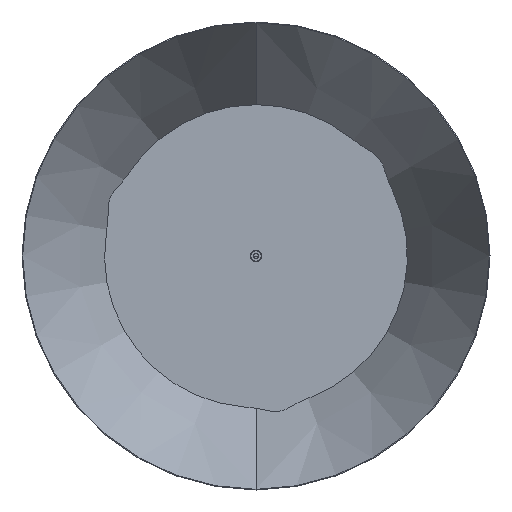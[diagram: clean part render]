
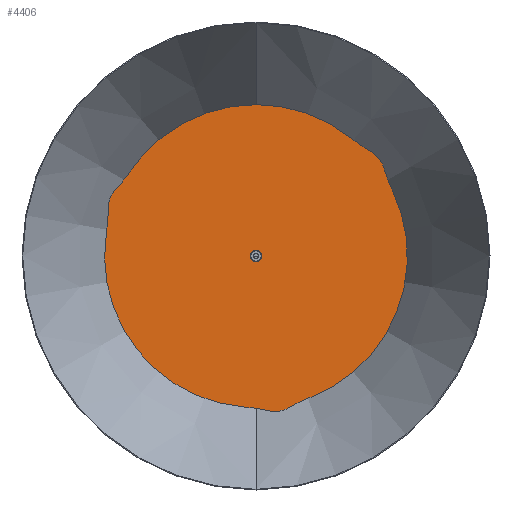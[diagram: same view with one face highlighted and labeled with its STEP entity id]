
A CAD part, front view. The second image highlights one B-rep face of the part: STEP entity #4406.
In plain terms, the highlighted face is planar.
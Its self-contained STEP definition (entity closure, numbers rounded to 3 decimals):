
#397 = CARTESIAN_POINT ( 'NONE',  ( 5.25, 0., 3. ) ) ;
#1132 = VERTEX_POINT ( 'NONE', #32334 ) ;
#1199 = DIRECTION ( 'NONE',  ( 1., 0., 0. ) ) ;
#1344 = CARTESIAN_POINT ( 'NONE',  ( 549.802, -168.354, 3. ) ) ;
#1538 = DIRECTION ( 'NONE',  ( 1., 0., 0. ) ) ;
#1914 = DIRECTION ( 'NONE',  ( 0., 0., -1. ) ) ;
#2203 = FACE_BOUND ( 'NONE', #30613, .T. ) ;
#2322 = CIRCLE ( 'NONE', #4944, 300. ) ;
#2355 = CIRCLE ( 'NONE', #45520, 275. ) ;
#3082 = CARTESIAN_POINT ( 'NONE',  ( 0., 0., 3. ) ) ;
#3594 = CARTESIAN_POINT ( 'NONE',  ( -5.25, 0., 3. ) ) ;
#4118 = CIRCLE ( 'NONE', #4598, 275. ) ;
#4406 = ADVANCED_FACE ( 'NONE', ( #5738, #2203 ), #16489, .T. ) ;
#4598 = AXIS2_PLACEMENT_3D ( 'NONE', #3082, #11938, #33680 ) ;
#4944 = AXIS2_PLACEMENT_3D ( 'NONE', #1344, #5832, #1538 ) ;
#5616 = CARTESIAN_POINT ( 'NONE',  ( 18.443, 281.474, 3. ) ) ;
#5738 = FACE_OUTER_BOUND ( 'NONE', #8498, .T. ) ;
#5766 = CIRCLE ( 'NONE', #15098, 50. ) ;
#5832 = DIRECTION ( 'NONE',  ( 0., 0., -1. ) ) ;
#6075 = EDGE_CURVE ( 'NONE', #45197, #13915, #54338, .T. ) ;
#6376 = CARTESIAN_POINT ( 'NONE',  ( -201.204, -187.462, 3. ) ) ;
#6847 = CIRCLE ( 'NONE', #25096, 275. ) ;
#8105 = CIRCLE ( 'NONE', #34657, 300. ) ;
#8366 = EDGE_CURVE ( 'NONE', #40246, #41251, #45875, .T. ) ;
#8498 = EDGE_LOOP ( 'NONE', ( #21727, #29864, #38104, #52771, #48957, #32464, #30403, #44016, #51019, #28726, #23103, #27911, #21686 ) ) ;
#8632 = DIRECTION ( 'NONE',  ( 1., 0., 0. ) ) ;
#9164 = EDGE_CURVE ( 'NONE', #32297, #13953, #28272, .T. ) ;
#9516 = DIRECTION ( 'NONE',  ( 0., 0., 1. ) ) ;
#10082 = AXIS2_PLACEMENT_3D ( 'NONE', #40254, #9516, #53372 ) ;
#10323 = CARTESIAN_POINT ( 'NONE',  ( -61.745, 267.979, 3. ) ) ;
#10575 = VERTEX_POINT ( 'NONE', #23058 ) ;
#11938 = DIRECTION ( 'NONE',  ( 0., 0., 1. ) ) ;
#12617 = AXIS2_PLACEMENT_3D ( 'NONE', #50287, #23367, #46043 ) ;
#12975 = DIRECTION ( 'NONE',  ( -0.5, -0.866, 0. ) ) ;
#13915 = VERTEX_POINT ( 'NONE', #39833 ) ;
#13953 = VERTEX_POINT ( 'NONE', #397 ) ;
#14065 = EDGE_CURVE ( 'NONE', #22962, #1132, #2322, .T. ) ;
#14789 = VERTEX_POINT ( 'NONE', #5616 ) ;
#15098 = AXIS2_PLACEMENT_3D ( 'NONE', #21451, #17393, #12975 ) ;
#15251 = AXIS2_PLACEMENT_3D ( 'NONE', #50013, #32505, #24399 ) ;
#15469 = EDGE_CURVE ( 'NONE', #28899, #40246, #4118, .T. ) ;
#16489 = PLANE ( 'NONE',  #49038 ) ;
#16673 = CIRCLE ( 'NONE', #31384, 50. ) ;
#17393 = DIRECTION ( 'NONE',  ( 0., 0., 1. ) ) ;
#18412 = CIRCLE ( 'NONE', #55369, 5.25 ) ;
#19070 = CARTESIAN_POINT ( 'NONE',  ( 420.699, -391.966, 3. ) ) ;
#19450 = DIRECTION ( 'NONE',  ( 1., 0., 0. ) ) ;
#20121 = EDGE_CURVE ( 'NONE', #41251, #22962, #5766, .T. ) ;
#20790 = EDGE_CURVE ( 'NONE', #14789, #47739, #16673, .T. ) ;
#20937 = CARTESIAN_POINT ( 'NONE',  ( 0., 0., 3. ) ) ;
#21451 = CARTESIAN_POINT ( 'NONE',  ( 203.516, -117.5, 3. ) ) ;
#21686 = ORIENTED_EDGE ( 'NONE', *, *, #55280, .T. ) ;
#21727 = ORIENTED_EDGE ( 'NONE', *, *, #35734, .T. ) ;
#21751 = AXIS2_PLACEMENT_3D ( 'NONE', #41545, #37514, #24041 ) ;
#21890 = CIRCLE ( 'NONE', #21751, 300. ) ;
#22512 = CARTESIAN_POINT ( 'NONE',  ( 0., 235., 3. ) ) ;
#22537 = CARTESIAN_POINT ( 'NONE',  ( -18.443, 281.474, 3. ) ) ;
#22962 = VERTEX_POINT ( 'NONE', #46537 ) ;
#23058 = CARTESIAN_POINT ( 'NONE',  ( -275., 0., 3. ) ) ;
#23103 = ORIENTED_EDGE ( 'NONE', *, *, #46245, .T. ) ;
#23367 = DIRECTION ( 'NONE',  ( 0., 0., -1. ) ) ;
#23826 = EDGE_CURVE ( 'NONE', #10575, #45197, #39969, .T. ) ;
#24041 = DIRECTION ( 'NONE',  ( 1., 0., 0. ) ) ;
#24399 = DIRECTION ( 'NONE',  ( -0.5, 0.866, 0. ) ) ;
#24554 = CARTESIAN_POINT ( 'NONE',  ( 61.745, 267.979, 3. ) ) ;
#25096 = AXIS2_PLACEMENT_3D ( 'NONE', #54556, #41273, #45136 ) ;
#26499 = VERTEX_POINT ( 'NONE', #47445 ) ;
#27570 = DIRECTION ( 'NONE',  ( 0., 0., 1. ) ) ;
#27911 = ORIENTED_EDGE ( 'NONE', *, *, #20790, .T. ) ;
#28272 = CIRCLE ( 'NONE', #56645, 5.25 ) ;
#28359 = DIRECTION ( 'NONE',  ( 0., 0., 1. ) ) ;
#28726 = ORIENTED_EDGE ( 'NONE', *, *, #56467, .T. ) ;
#28899 = VERTEX_POINT ( 'NONE', #6376 ) ;
#29195 = DIRECTION ( 'NONE',  ( 0., 0., 1. ) ) ;
#29864 = ORIENTED_EDGE ( 'NONE', *, *, #23826, .T. ) ;
#30403 = ORIENTED_EDGE ( 'NONE', *, *, #8366, .T. ) ;
#30566 = CARTESIAN_POINT ( 'NONE',  ( 129.102, 560.319, 3. ) ) ;
#30613 = EDGE_LOOP ( 'NONE', ( #43924, #51312 ) ) ;
#30768 = DIRECTION ( 'NONE',  ( 0., 0., -1. ) ) ;
#30942 = DIRECTION ( 'NONE',  ( 1., 0., 0. ) ) ;
#31384 = AXIS2_PLACEMENT_3D ( 'NONE', #22512, #36013, #44828 ) ;
#32297 = VERTEX_POINT ( 'NONE', #3594 ) ;
#32334 = CARTESIAN_POINT ( 'NONE',  ( 262.949, -80.517, 3. ) ) ;
#32464 = ORIENTED_EDGE ( 'NONE', *, *, #15469, .T. ) ;
#32505 = DIRECTION ( 'NONE',  ( 0., 0., 1. ) ) ;
#32634 = CARTESIAN_POINT ( 'NONE',  ( 234.542, -156.709, 3. ) ) ;
#33035 = AXIS2_PLACEMENT_3D ( 'NONE', #19070, #1914, #19450 ) ;
#33451 = DIRECTION ( 'NONE',  ( 1., 0., 0. ) ) ;
#33680 = DIRECTION ( 'NONE',  ( 1., 0., 0. ) ) ;
#34657 = AXIS2_PLACEMENT_3D ( 'NONE', #30566, #30768, #8632 ) ;
#35734 = EDGE_CURVE ( 'NONE', #39604, #10575, #2355, .T. ) ;
#36013 = DIRECTION ( 'NONE',  ( 0., 0., 1. ) ) ;
#36072 = CARTESIAN_POINT ( 'NONE',  ( 0., 0., 3. ) ) ;
#36654 = DIRECTION ( 'NONE',  ( 1., 0., 0. ) ) ;
#37514 = DIRECTION ( 'NONE',  ( 0., 0., -1. ) ) ;
#38104 = ORIENTED_EDGE ( 'NONE', *, *, #6075, .T. ) ;
#38118 = CARTESIAN_POINT ( 'NONE',  ( 201.204, -187.462, 3. ) ) ;
#38628 = DIRECTION ( 'NONE',  ( 0., 0., 1. ) ) ;
#39438 = CIRCLE ( 'NONE', #15251, 50. ) ;
#39604 = VERTEX_POINT ( 'NONE', #10323 ) ;
#39695 = CARTESIAN_POINT ( 'NONE',  ( -262.949, -80.517, 3. ) ) ;
#39833 = CARTESIAN_POINT ( 'NONE',  ( -252.985, -124.765, 3. ) ) ;
#39969 = CIRCLE ( 'NONE', #10082, 275. ) ;
#40054 = EDGE_CURVE ( 'NONE', #13953, #32297, #18412, .T. ) ;
#40246 = VERTEX_POINT ( 'NONE', #38118 ) ;
#40254 = CARTESIAN_POINT ( 'NONE',  ( 0., 0., 3. ) ) ;
#40672 = EDGE_CURVE ( 'NONE', #13915, #26499, #39438, .T. ) ;
#41224 = CARTESIAN_POINT ( 'NONE',  ( -129.102, 560.319, 3. ) ) ;
#41251 = VERTEX_POINT ( 'NONE', #32634 ) ;
#41273 = DIRECTION ( 'NONE',  ( 0., 0., 1. ) ) ;
#41545 = CARTESIAN_POINT ( 'NONE',  ( -420.699, -391.966, 3. ) ) ;
#43924 = ORIENTED_EDGE ( 'NONE', *, *, #9164, .F. ) ;
#44016 = ORIENTED_EDGE ( 'NONE', *, *, #20121, .T. ) ;
#44828 = DIRECTION ( 'NONE',  ( 1., 0., 0. ) ) ;
#45136 = DIRECTION ( 'NONE',  ( 1., 0., 0. ) ) ;
#45197 = VERTEX_POINT ( 'NONE', #39695 ) ;
#45520 = AXIS2_PLACEMENT_3D ( 'NONE', #49758, #28359, #54552 ) ;
#45875 = CIRCLE ( 'NONE', #33035, 300. ) ;
#46023 = EDGE_CURVE ( 'NONE', #26499, #28899, #21890, .T. ) ;
#46043 = DIRECTION ( 'NONE',  ( 1., 0., 0. ) ) ;
#46245 = EDGE_CURVE ( 'NONE', #49559, #14789, #8105, .T. ) ;
#46537 = CARTESIAN_POINT ( 'NONE',  ( 252.985, -124.765, 3. ) ) ;
#47445 = CARTESIAN_POINT ( 'NONE',  ( -234.542, -156.709, 3. ) ) ;
#47739 = VERTEX_POINT ( 'NONE', #22537 ) ;
#48957 = ORIENTED_EDGE ( 'NONE', *, *, #46023, .T. ) ;
#49038 = AXIS2_PLACEMENT_3D ( 'NONE', #20937, #38628, #30942 ) ;
#49559 = VERTEX_POINT ( 'NONE', #24554 ) ;
#49758 = CARTESIAN_POINT ( 'NONE',  ( 0., 0., 3. ) ) ;
#50013 = CARTESIAN_POINT ( 'NONE',  ( -203.516, -117.5, 3. ) ) ;
#50287 = CARTESIAN_POINT ( 'NONE',  ( -549.802, -168.354, 3. ) ) ;
#51019 = ORIENTED_EDGE ( 'NONE', *, *, #14065, .T. ) ;
#51312 = ORIENTED_EDGE ( 'NONE', *, *, #40054, .F. ) ;
#52341 = AXIS2_PLACEMENT_3D ( 'NONE', #41224, #54128, #36654 ) ;
#52771 = ORIENTED_EDGE ( 'NONE', *, *, #40672, .T. ) ;
#53077 = CIRCLE ( 'NONE', #52341, 300. ) ;
#53372 = DIRECTION ( 'NONE',  ( 1., 0., 0. ) ) ;
#54128 = DIRECTION ( 'NONE',  ( 0., 0., -1. ) ) ;
#54338 = CIRCLE ( 'NONE', #12617, 300. ) ;
#54552 = DIRECTION ( 'NONE',  ( 1., 0., 0. ) ) ;
#54556 = CARTESIAN_POINT ( 'NONE',  ( 0., 0., 3. ) ) ;
#55280 = EDGE_CURVE ( 'NONE', #47739, #39604, #53077, .T. ) ;
#55369 = AXIS2_PLACEMENT_3D ( 'NONE', #36072, #27570, #1199 ) ;
#55388 = CARTESIAN_POINT ( 'NONE',  ( 0., 0., 3. ) ) ;
#56467 = EDGE_CURVE ( 'NONE', #1132, #49559, #6847, .T. ) ;
#56645 = AXIS2_PLACEMENT_3D ( 'NONE', #55388, #29195, #33451 ) ;
